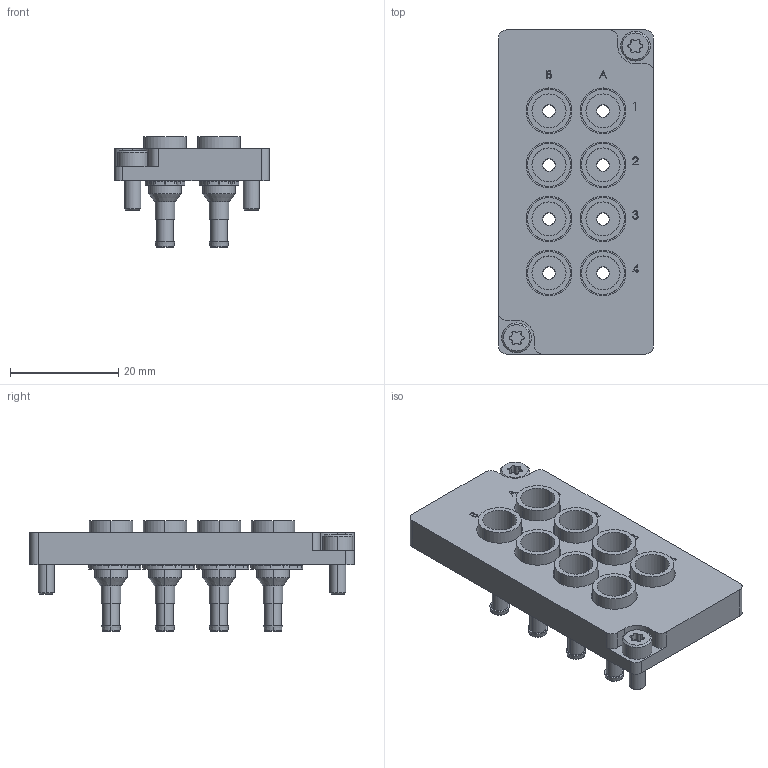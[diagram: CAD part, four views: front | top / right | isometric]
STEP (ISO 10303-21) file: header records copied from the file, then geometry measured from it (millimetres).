
FILE_DESCRIPTION (( 'STEP AP214' ), '1' );
FILE_NAME ('INGUN_27622.STEP', '2023-01-17T13:39:39', ( '' ), ( '' ), 'SwSTEP 2.0', 'SolidWorks 2021', '' );
FILE_SCHEMA (( 'AUTOMOTIVE_DESIGN' ));
Length unit declared in the file: millimetre
Products named in the file (7): INFO_4599~0_S; 14987~0_S; 27621~5_S; 21084~0; INGUN_27622; 27621~5; DIN912~n_M03,0x008
Assembly tree (21 placements, depth 3):
  INGUN_27622
    27621~5_S
      27621~5
      INFO_4599~0_S
    21084~0  x8
    14987~0_S  x8
    DIN912~n_M03,0x008  x2
Bounding box: 28.7 x 60 x 20.5 mm (x, y, z)
Volume: 10458.3 mm3; surface area: 11549.9 mm2
Topology: 25 solids, 25 shells, 613 faces, 1469 edges, 966 vertices
Faces by surface type: cylinder 328, plane 200, cone 40, bspline 29, torus 16
Entity records: 9081 total; most frequent: CARTESIAN_POINT 2982, DIRECTION 1196, ORIENTED_EDGE 1172, EDGE_CURVE 586, AXIS2_PLACEMENT_3D 438, VERTEX_POINT 388, LINE 320, VECTOR 320
